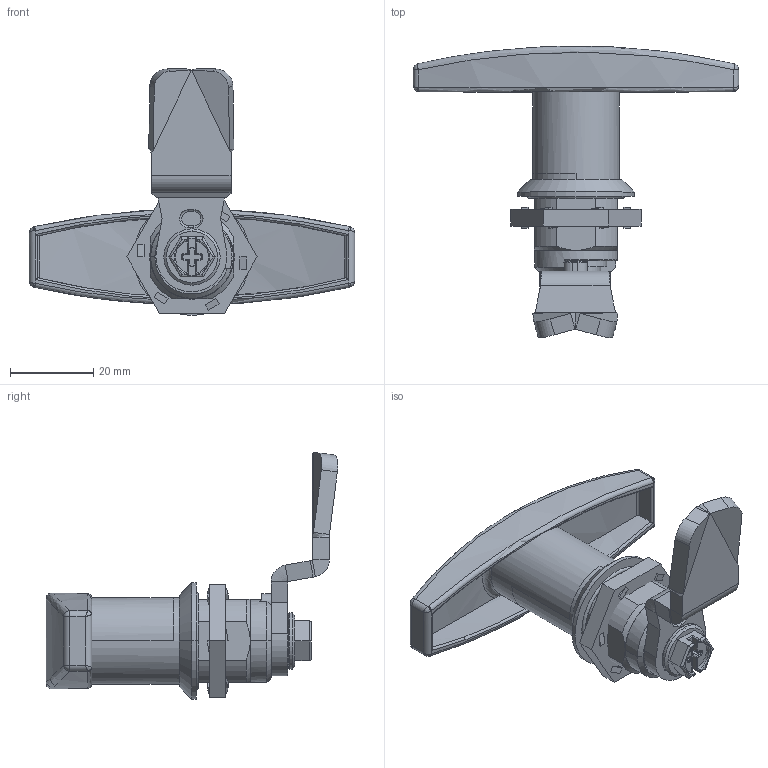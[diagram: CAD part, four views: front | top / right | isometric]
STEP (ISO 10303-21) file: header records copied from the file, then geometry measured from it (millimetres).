
FILE_DESCRIPTION (( 'STEP AP214' ), '1' );
FILE_NAME ('SCE-NLTH.STEP', '2022-07-21T18:55:57', ( '' ), ( '' ), 'SwSTEP 2.0', 'SolidWorks 2021', '' );
FILE_SCHEMA (( 'AUTOMOTIVE_DESIGN' ));
Length unit declared in the file: inch
Products named in the file (1): SCE-NLTH
Bounding box: 78 x 69.89 x 59.14 mm (x, y, z)
Volume: 29531.1 mm3; surface area: 17102.7 mm2
Topology: 6 solids, 6 shells, 355 faces, 841 edges, 513 vertices
Faces by surface type: plane 156, cylinder 122, bspline 29, torus 26, cone 14, sphere 8
Full cylindrical faces by diameter (mm): 20.29 x1
Entity records: 31086 total; most frequent: CARTESIAN_POINT 18467, ORIENTED_EDGE 1676, DIRECTION 1558, EDGE_CURVE 838, AXIS2_PLACEMENT_3D 549, VERTEX_POINT 513, VECTOR 460, LINE 460
